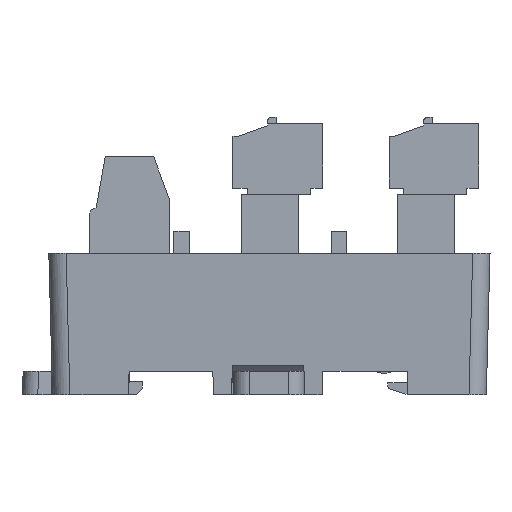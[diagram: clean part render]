
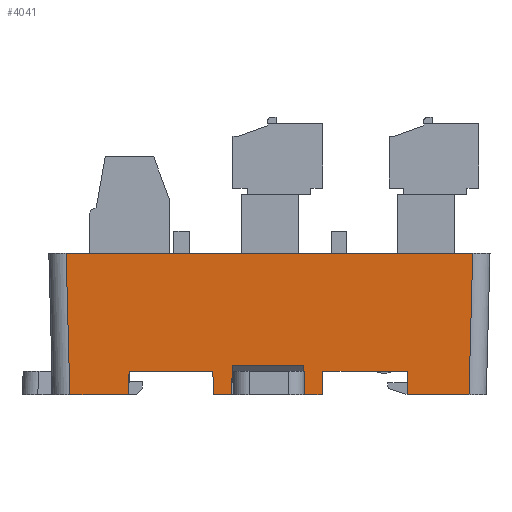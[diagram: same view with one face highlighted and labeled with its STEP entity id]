
A CAD part, left-side view. The second image highlights one B-rep face of the part: STEP entity #4041.
In plain terms, the highlighted planar face has unit normal (-1, 0, -0.026).
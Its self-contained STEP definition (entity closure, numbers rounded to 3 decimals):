
#2156=FACE_OUTER_BOUND('',#9206,.T.);
#4041=ADVANCED_FACE('',(#2156),#6130,.T.);
#6130=PLANE('',#39593);
#9206=EDGE_LOOP('',(#12079,#12080,#12081,#12082,#12083,#12084,#12085,#12086,
#12087,#12088,#12089,#12090,#12091,#12092,#12093,#12094));
#12079=ORIENTED_EDGE('',*,*,#25943,.F.);
#12080=ORIENTED_EDGE('',*,*,#25944,.T.);
#12081=ORIENTED_EDGE('',*,*,#25945,.T.);
#12082=ORIENTED_EDGE('',*,*,#25822,.T.);
#12083=ORIENTED_EDGE('',*,*,#25946,.T.);
#12084=ORIENTED_EDGE('',*,*,#25947,.T.);
#12085=ORIENTED_EDGE('',*,*,#25948,.T.);
#12086=ORIENTED_EDGE('',*,*,#25949,.F.);
#12087=ORIENTED_EDGE('',*,*,#25950,.T.);
#12088=ORIENTED_EDGE('',*,*,#25951,.T.);
#12089=ORIENTED_EDGE('',*,*,#25952,.F.);
#12090=ORIENTED_EDGE('',*,*,#25832,.T.);
#12091=ORIENTED_EDGE('',*,*,#25953,.F.);
#12092=ORIENTED_EDGE('',*,*,#25954,.T.);
#12093=ORIENTED_EDGE('',*,*,#25955,.F.);
#12094=ORIENTED_EDGE('',*,*,#25956,.T.);
#22319=VERTEX_POINT('',#53300);
#22320=VERTEX_POINT('',#53302);
#22329=VERTEX_POINT('',#53320);
#22330=VERTEX_POINT('',#53322);
#22420=VERTEX_POINT('',#53543);
#22421=VERTEX_POINT('',#53544);
#22422=VERTEX_POINT('',#53546);
#22423=VERTEX_POINT('',#53549);
#22424=VERTEX_POINT('',#53551);
#22425=VERTEX_POINT('',#53553);
#22426=VERTEX_POINT('',#53555);
#22427=VERTEX_POINT('',#53557);
#22428=VERTEX_POINT('',#53559);
#22429=VERTEX_POINT('',#53562);
#22430=VERTEX_POINT('',#53564);
#22431=VERTEX_POINT('',#53566);
#25822=EDGE_CURVE('',#22320,#22319,#31035,.T.);
#25832=EDGE_CURVE('',#22330,#22329,#31043,.T.);
#25943=EDGE_CURVE('',#22420,#22421,#31151,.T.);
#25944=EDGE_CURVE('',#22420,#22422,#31152,.T.);
#25945=EDGE_CURVE('',#22422,#22320,#31153,.T.);
#25946=EDGE_CURVE('',#22319,#22423,#31154,.T.);
#25947=EDGE_CURVE('',#22423,#22424,#31155,.T.);
#25948=EDGE_CURVE('',#22424,#22425,#31156,.T.);
#25949=EDGE_CURVE('',#22426,#22425,#31157,.T.);
#25950=EDGE_CURVE('',#22426,#22427,#31158,.T.);
#25951=EDGE_CURVE('',#22427,#22428,#31159,.T.);
#25952=EDGE_CURVE('',#22330,#22428,#31160,.T.);
#25953=EDGE_CURVE('',#22429,#22329,#31161,.T.);
#25954=EDGE_CURVE('',#22429,#22430,#31162,.T.);
#25955=EDGE_CURVE('',#22431,#22430,#31163,.T.);
#25956=EDGE_CURVE('',#22431,#22421,#31164,.T.);
#31035=LINE('',#53301,#35409);
#31043=LINE('',#53321,#35417);
#31151=LINE('',#53542,#35525);
#31152=LINE('',#53545,#35526);
#31153=LINE('',#53547,#35527);
#31154=LINE('',#53548,#35528);
#31155=LINE('',#53550,#35529);
#31156=LINE('',#53552,#35530);
#31157=LINE('',#53554,#35531);
#31158=LINE('',#53556,#35532);
#31159=LINE('',#53558,#35533);
#31160=LINE('',#53560,#35534);
#31161=LINE('',#53561,#35535);
#31162=LINE('',#53563,#35536);
#31163=LINE('',#53565,#35537);
#31164=LINE('',#53567,#35538);
#35409=VECTOR('',#42778,1.);
#35417=VECTOR('',#42790,1.);
#35525=VECTOR('',#42944,1.);
#35526=VECTOR('',#42945,1.);
#35527=VECTOR('',#42946,1.);
#35528=VECTOR('',#42947,1.);
#35529=VECTOR('',#42948,1.);
#35530=VECTOR('',#42949,1.);
#35531=VECTOR('',#42950,1.);
#35532=VECTOR('',#42951,1.);
#35533=VECTOR('',#42952,1.);
#35534=VECTOR('',#42953,1.);
#35535=VECTOR('',#42954,1.);
#35536=VECTOR('',#42955,1.);
#35537=VECTOR('',#42956,1.);
#35538=VECTOR('',#42957,1.);
#39593=AXIS2_PLACEMENT_3D('',#53568,#42958,#42959);
#42778=DIRECTION('',(0.,-1.,0.));
#42790=DIRECTION('',(0.,-1.,0.));
#42944=DIRECTION('',(-0.026,0.009,1.));
#42945=DIRECTION('',(0.,-1.,0.));
#42946=DIRECTION('',(-0.026,-0.035,0.999));
#42947=DIRECTION('',(0.026,-0.017,-1.));
#42948=DIRECTION('',(0.,-1.,0.));
#42949=DIRECTION('',(-0.026,-0.026,0.999));
#42950=DIRECTION('',(0.,-1.,0.));
#42951=DIRECTION('',(0.026,-0.026,-0.999));
#42952=DIRECTION('',(0.,-1.,0.));
#42953=DIRECTION('',(0.026,0.017,-1.));
#42954=DIRECTION('',(-0.026,0.035,0.999));
#42955=DIRECTION('',(0.,-1.,0.));
#42956=DIRECTION('',(0.026,0.009,-1.));
#42957=DIRECTION('',(0.,-1.,0.));
#42958=DIRECTION('',(-1.,0.,-0.026));
#42959=DIRECTION('',(-0.026,0.,1.));
#53300=CARTESIAN_POINT('',(479.647,191.695,177.));
#53301=CARTESIAN_POINT('',(479.647,209.445,177.));
#53302=CARTESIAN_POINT('',(479.647,202.445,177.));
#53320=CARTESIAN_POINT('',(479.647,216.445,177.));
#53321=CARTESIAN_POINT('',(479.647,209.445,177.));
#53322=CARTESIAN_POINT('',(479.647,227.095,177.));
#53542=CARTESIAN_POINT('',(479.254,205.026,192.032));
#53543=CARTESIAN_POINT('',(479.726,204.869,174.));
#53544=CARTESIAN_POINT('',(479.628,204.902,177.726));
#53545=CARTESIAN_POINT('',(479.726,209.445,174.));
#53546=CARTESIAN_POINT('',(479.726,202.55,174.));
#53547=CARTESIAN_POINT('',(479.261,201.93,191.753));
#53548=CARTESIAN_POINT('',(479.247,191.962,192.294));
#53549=CARTESIAN_POINT('',(479.726,191.643,174.));
#53550=CARTESIAN_POINT('',(479.726,208.945,174.));
#53551=CARTESIAN_POINT('',(479.726,183.866,174.));
#53552=CARTESIAN_POINT('',(479.272,183.412,191.34));
#53553=CARTESIAN_POINT('',(479.254,183.395,192.));
#53554=CARTESIAN_POINT('',(479.254,208.945,192.));
#53555=CARTESIAN_POINT('',(479.254,235.096,192.));
#53556=CARTESIAN_POINT('',(479.272,235.079,191.34));
#53557=CARTESIAN_POINT('',(479.726,234.625,174.));
#53558=CARTESIAN_POINT('',(479.726,209.445,174.));
#53559=CARTESIAN_POINT('',(479.726,227.148,174.));
#53560=CARTESIAN_POINT('',(479.679,227.116,175.796));
#53561=CARTESIAN_POINT('',(479.679,216.403,175.798));
#53562=CARTESIAN_POINT('',(479.726,216.341,174.));
#53563=CARTESIAN_POINT('',(479.726,209.445,174.));
#53564=CARTESIAN_POINT('',(479.726,214.021,174.));
#53565=CARTESIAN_POINT('',(479.253,213.864,192.04));
#53566=CARTESIAN_POINT('',(479.628,213.989,177.726));
#53567=CARTESIAN_POINT('',(479.628,0.,177.726));
#53568=CARTESIAN_POINT('',(479.254,208.945,191.997));
